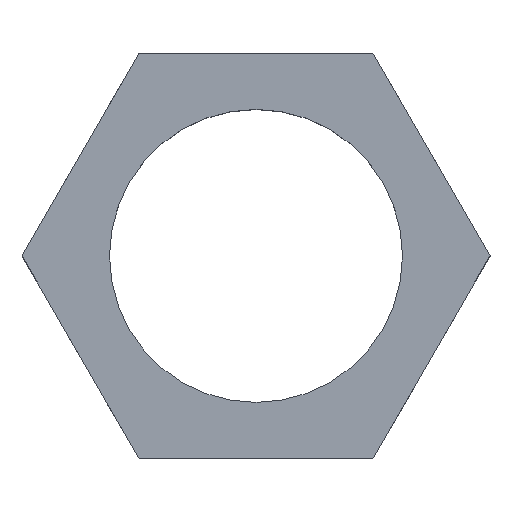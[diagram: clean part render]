
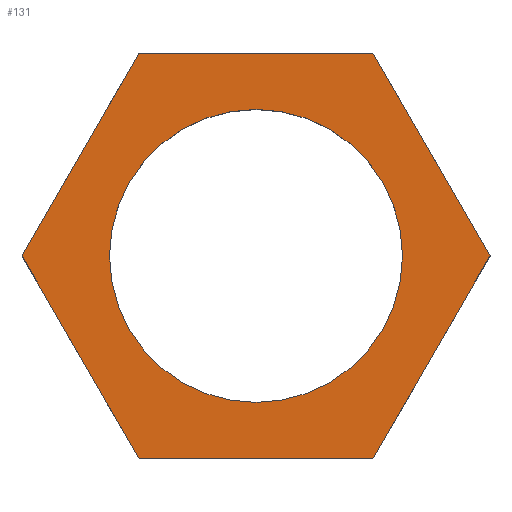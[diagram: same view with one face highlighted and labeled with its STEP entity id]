
A CAD part, top view. The second image highlights one B-rep face of the part: STEP entity #131.
In plain terms, the highlighted planar face has unit normal (0, 0, 1).
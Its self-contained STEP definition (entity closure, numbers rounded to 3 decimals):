
#100 = VERTEX_POINT ( 'NONE', #320 ) ;
#101 = EDGE_CURVE ( 'NONE', #158, #157, #319, .T. ) ;
#102 = ORIENTED_EDGE ( 'NONE', *, *, #103, .T. ) ;
#103 = EDGE_CURVE ( 'NONE', #157, #104, #218, .T. ) ;
#104 = VERTEX_POINT ( 'NONE', #214 ) ;
#105 = ORIENTED_EDGE ( 'NONE', *, *, #106, .T. ) ;
#106 = EDGE_CURVE ( 'NONE', #104, #139, #213, .T. ) ;
#125 = EDGE_CURVE ( 'NONE', #140, #100, #576, .T. ) ;
#130 = ORIENTED_EDGE ( 'NONE', *, *, #141, .F. ) ;
#131 = ADVANCED_FACE ( 'NONE', ( #548, #542 ), #541, .F. ) ;
#132 = EDGE_LOOP ( 'NONE', ( #130, #137 ) ) ;
#137 = ORIENTED_EDGE ( 'NONE', *, *, #152, .F. ) ;
#138 = EDGE_LOOP ( 'NONE', ( #142, #155, #156, #154, #102, #105 ) ) ;
#139 = VERTEX_POINT ( 'NONE', #531 ) ;
#140 = VERTEX_POINT ( 'NONE', #530 ) ;
#141 = EDGE_CURVE ( 'NONE', #153, #150, #406, .T. ) ;
#142 = ORIENTED_EDGE ( 'NONE', *, *, #143, .T. ) ;
#143 = EDGE_CURVE ( 'NONE', #139, #140, #401, .T. ) ;
#150 = VERTEX_POINT ( 'NONE', #449 ) ;
#152 = EDGE_CURVE ( 'NONE', #150, #153, #448, .T. ) ;
#153 = VERTEX_POINT ( 'NONE', #425 ) ;
#154 = ORIENTED_EDGE ( 'NONE', *, *, #101, .T. ) ;
#155 = ORIENTED_EDGE ( 'NONE', *, *, #125, .T. ) ;
#156 = ORIENTED_EDGE ( 'NONE', *, *, #166, .T. ) ;
#157 = VERTEX_POINT ( 'NONE', #424 ) ;
#158 = VERTEX_POINT ( 'NONE', #423 ) ;
#166 = EDGE_CURVE ( 'NONE', #100, #158, #410, .T. ) ;
#210 = DIRECTION ( 'NONE',  ( 0.5, 0.866, 0. ) ) ;
#211 = VECTOR ( 'NONE', #210, 1000. ) ;
#212 = CARTESIAN_POINT ( 'NONE',  ( 13.279, -23., 5.5 ) ) ;
#213 = LINE ( 'NONE', #212, #211 ) ;
#214 = CARTESIAN_POINT ( 'NONE',  ( 13.279, -23., 5.5 ) ) ;
#215 = DIRECTION ( 'NONE',  ( 1., 0., 0. ) ) ;
#216 = VECTOR ( 'NONE', #215, 1000. ) ;
#217 = CARTESIAN_POINT ( 'NONE',  ( -13.279, -23., 5.5 ) ) ;
#218 = LINE ( 'NONE', #217, #216 ) ;
#316 = DIRECTION ( 'NONE',  ( 0.5, -0.866, 0. ) ) ;
#317 = VECTOR ( 'NONE', #316, 1000. ) ;
#318 = CARTESIAN_POINT ( 'NONE',  ( -26.558, 0., 5.5 ) ) ;
#319 = LINE ( 'NONE', #318, #317 ) ;
#320 = CARTESIAN_POINT ( 'NONE',  ( -13.279, 23., 5.5 ) ) ;
#398 = DIRECTION ( 'NONE',  ( -0.5, 0.866, 0. ) ) ;
#399 = VECTOR ( 'NONE', #398, 1000. ) ;
#400 = CARTESIAN_POINT ( 'NONE',  ( 26.558, 0., 5.5 ) ) ;
#401 = LINE ( 'NONE', #400, #399 ) ;
#402 = DIRECTION ( 'NONE',  ( 1., 0., 0. ) ) ;
#403 = DIRECTION ( 'NONE',  ( 0., 0., 1. ) ) ;
#404 = CARTESIAN_POINT ( 'NONE',  ( 0., 0., 5.5 ) ) ;
#405 = AXIS2_PLACEMENT_3D ( 'NONE', #404, #403, #402 ) ;
#406 = CIRCLE ( 'NONE', #405, 16.625 ) ;
#407 = DIRECTION ( 'NONE',  ( -0.5, -0.866, 0. ) ) ;
#408 = VECTOR ( 'NONE', #407, 1000. ) ;
#409 = CARTESIAN_POINT ( 'NONE',  ( -13.279, 23., 5.5 ) ) ;
#410 = LINE ( 'NONE', #409, #408 ) ;
#423 = CARTESIAN_POINT ( 'NONE',  ( -26.558, 0., 5.5 ) ) ;
#424 = CARTESIAN_POINT ( 'NONE',  ( -13.279, -23., 5.5 ) ) ;
#425 = CARTESIAN_POINT ( 'NONE',  ( 16.625, 0., 5.5 ) ) ;
#426 = DIRECTION ( 'NONE',  ( 1., 0., 0. ) ) ;
#427 = DIRECTION ( 'NONE',  ( 0., 0., 1. ) ) ;
#428 = CARTESIAN_POINT ( 'NONE',  ( 0., 0., 5.5 ) ) ;
#429 = AXIS2_PLACEMENT_3D ( 'NONE', #428, #427, #426 ) ;
#448 = CIRCLE ( 'NONE', #429, 16.625 ) ;
#449 = CARTESIAN_POINT ( 'NONE',  ( -16.625, 0., 5.5 ) ) ;
#530 = CARTESIAN_POINT ( 'NONE',  ( 13.279, 23., 5.5 ) ) ;
#531 = CARTESIAN_POINT ( 'NONE',  ( 26.558, 0., 5.5 ) ) ;
#536 = DIRECTION ( 'NONE',  ( -1., 0., 0. ) ) ;
#537 = DIRECTION ( 'NONE',  ( 0., 0., -1. ) ) ;
#538 = AXIS2_PLACEMENT_3D ( 'NONE', #540, #537, #536 ) ;
#540 = CARTESIAN_POINT ( 'NONE',  ( 0., 26.558, 5.5 ) ) ;
#541 = PLANE ( 'NONE',  #538 ) ;
#542 = FACE_OUTER_BOUND ( 'NONE', #138, .T. ) ;
#548 = FACE_BOUND ( 'NONE', #132, .T. ) ;
#573 = DIRECTION ( 'NONE',  ( -1., 0., 0. ) ) ;
#574 = VECTOR ( 'NONE', #573, 1000. ) ;
#575 = CARTESIAN_POINT ( 'NONE',  ( 13.279, 23., 5.5 ) ) ;
#576 = LINE ( 'NONE', #575, #574 ) ;
